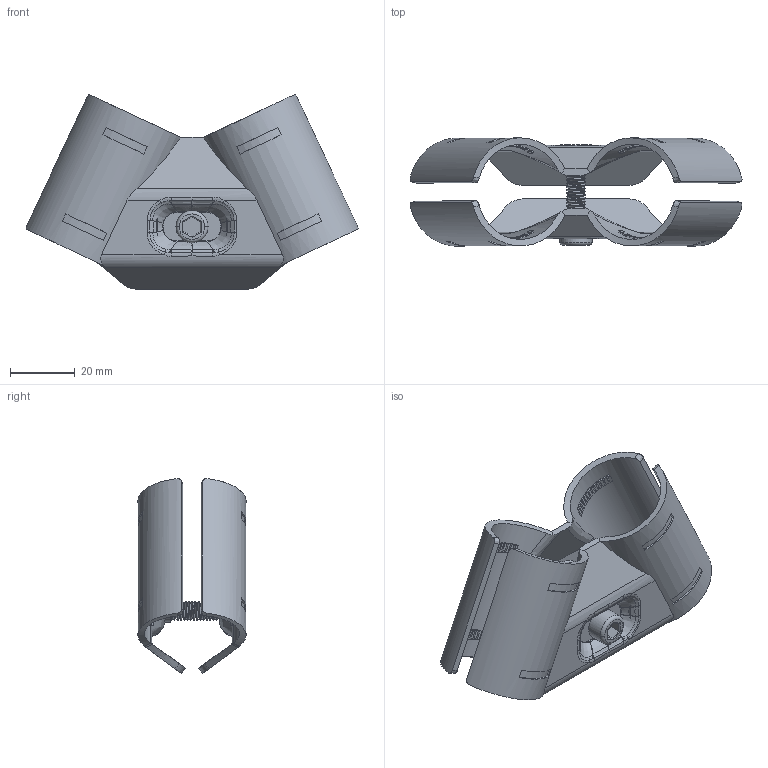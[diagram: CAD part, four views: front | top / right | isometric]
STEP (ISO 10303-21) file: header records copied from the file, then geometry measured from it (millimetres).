
FILE_DESCRIPTION (( 'STEP AP214' ), '1' );
FILE_NAME ('B310 Ñîåäèíèòåëü òðóáíûé, Ô28, 16B.STEP', '2023-11-10T06:32:11', ( '' ), ( '' ), 'SwSTEP 2.0', 'SolidWorks 2022', '' );
FILE_SCHEMA (( 'AUTOMOTIVE_DESIGN' ));
Length unit declared in the file: millimetre
Products named in the file (1): B310 Соединитель трубный, Ф28, 16B
Bounding box: 102.7 x 33.42 x 60.26 mm (x, y, z)
Surface area: 24393.6 mm2 (no closed solid volume)
Topology: 0 solids, 5 shells, 941 faces, 2396 edges, 1578 vertices
Faces by surface type: plane 502, bspline 227, cylinder 196, cone 14, torus 2
Entity records: 51577 total; most frequent: CARTESIAN_POINT 21029, ORIENTED_EDGE 4764, DIRECTION 3508, EDGE_CURVE 2396, VERTEX_POINT 1578, AXIS2_PLACEMENT_3D 1226, EDGE_LOOP 1060, LINE 1056
